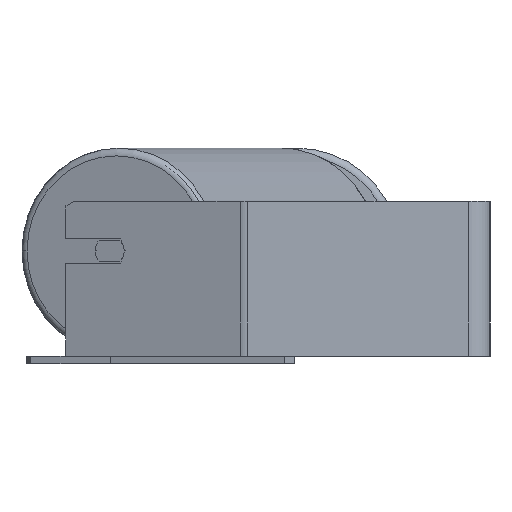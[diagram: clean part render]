
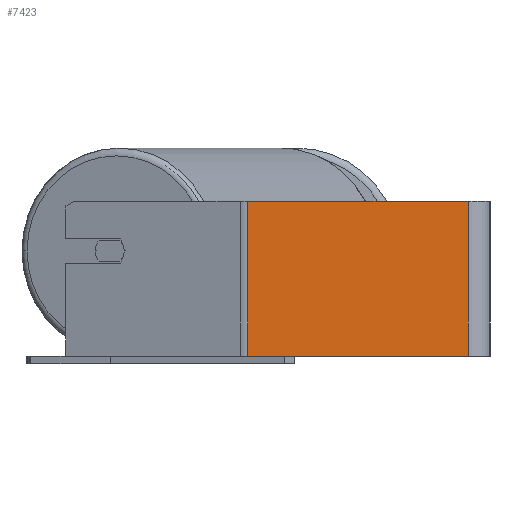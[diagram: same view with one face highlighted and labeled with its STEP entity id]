
A CAD part, left-side view. The second image highlights one B-rep face of the part: STEP entity #7423.
In plain terms, the highlighted planar face has unit normal (-1, 0, 0).
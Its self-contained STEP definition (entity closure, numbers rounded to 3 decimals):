
#457 = VECTOR ( 'NONE', #7755, 1000. ) ;
#565 = ORIENTED_EDGE ( 'NONE', *, *, #5173, .F. ) ;
#805 = CARTESIAN_POINT ( 'NONE',  ( -535., 159.247, -50. ) ) ;
#1063 = CARTESIAN_POINT ( 'NONE',  ( -535., 159.247, 50. ) ) ;
#1097 = FACE_OUTER_BOUND ( 'NONE', #7703, .T. ) ;
#1237 = ORIENTED_EDGE ( 'NONE', *, *, #5803, .T. ) ;
#1479 = LINE ( 'NONE', #5637, #457 ) ;
#1522 = EDGE_CURVE ( 'NONE', #4307, #5475, #4279, .T. ) ;
#2269 = LINE ( 'NONE', #4246, #8006 ) ;
#2507 = VERTEX_POINT ( 'NONE', #6493 ) ;
#2737 = CARTESIAN_POINT ( 'NONE',  ( -535., 156.778, 50. ) ) ;
#3335 = EDGE_CURVE ( 'NONE', #2507, #5475, #1479, .T. ) ;
#3353 = ORIENTED_EDGE ( 'NONE', *, *, #1522, .T. ) ;
#3484 = VECTOR ( 'NONE', #4182, 1000. ) ;
#3854 = DIRECTION ( 'NONE',  ( 1., 0., 0. ) ) ;
#4182 = DIRECTION ( 'NONE',  ( 0., -1., 0. ) ) ;
#4246 = CARTESIAN_POINT ( 'NONE',  ( -535., 159.247, 50. ) ) ;
#4279 = LINE ( 'NONE', #805, #3484 ) ;
#4307 = VERTEX_POINT ( 'NONE', #4818 ) ;
#4779 = CARTESIAN_POINT ( 'NONE',  ( -535., 14., -50. ) ) ;
#4818 = CARTESIAN_POINT ( 'NONE',  ( -535., 156.778, -50. ) ) ;
#4823 = AXIS2_PLACEMENT_3D ( 'NONE', #1063, #3854, #8750 ) ;
#4982 = DIRECTION ( 'NONE',  ( 0., -1., 0. ) ) ;
#5173 = EDGE_CURVE ( 'NONE', #7898, #2507, #2269, .T. ) ;
#5475 = VERTEX_POINT ( 'NONE', #4779 ) ;
#5636 = ORIENTED_EDGE ( 'NONE', *, *, #3335, .F. ) ;
#5637 = CARTESIAN_POINT ( 'NONE',  ( -535., 14., 50. ) ) ;
#5803 = EDGE_CURVE ( 'NONE', #7898, #4307, #7421, .T. ) ;
#6049 = CARTESIAN_POINT ( 'NONE',  ( -535., 156.778, 50. ) ) ;
#6493 = CARTESIAN_POINT ( 'NONE',  ( -535., 14., 50. ) ) ;
#6527 = DIRECTION ( 'NONE',  ( 0., 0., -1. ) ) ;
#6698 = VECTOR ( 'NONE', #6527, 1000. ) ;
#7421 = LINE ( 'NONE', #6049, #6698 ) ;
#7423 = ADVANCED_FACE ( 'NONE', ( #1097 ), #8945, .F. ) ;
#7703 = EDGE_LOOP ( 'NONE', ( #3353, #5636, #565, #1237 ) ) ;
#7755 = DIRECTION ( 'NONE',  ( 0., 0., -1. ) ) ;
#7898 = VERTEX_POINT ( 'NONE', #2737 ) ;
#8006 = VECTOR ( 'NONE', #4982, 1000. ) ;
#8750 = DIRECTION ( 'NONE',  ( 0., 0., -1. ) ) ;
#8945 = PLANE ( 'NONE',  #4823 ) ;
